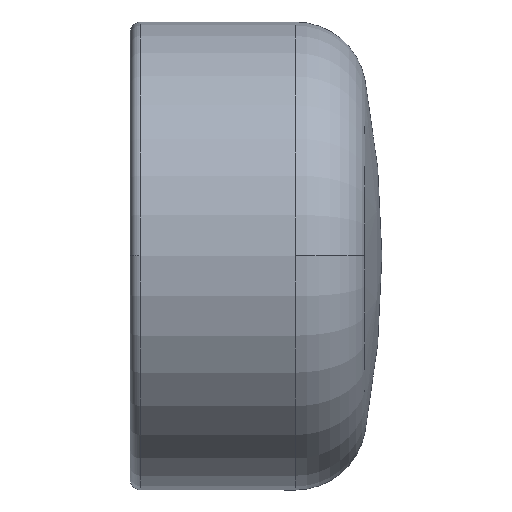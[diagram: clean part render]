
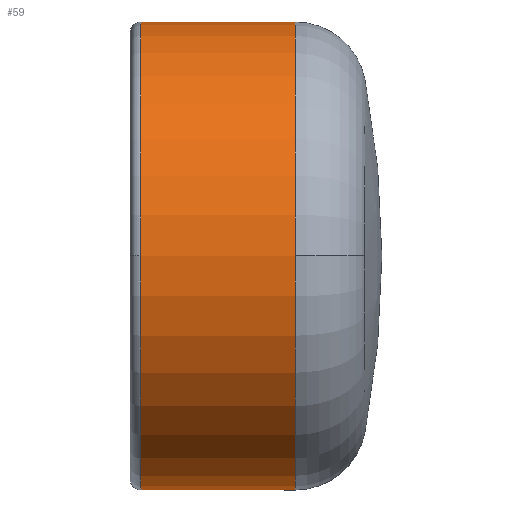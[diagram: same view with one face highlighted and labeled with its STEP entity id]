
A CAD part, top view. The second image highlights one B-rep face of the part: STEP entity #59.
In plain terms, the highlighted cylindrical face has radius 66 mm (diameter 132 mm), a partial arc.
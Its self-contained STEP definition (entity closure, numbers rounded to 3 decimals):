
#59=ADVANCED_FACE('',(#124),#125,.T.);
#124=FACE_OUTER_BOUND('',#193,.T.);
#125=CYLINDRICAL_SURFACE('',#194,66.0);
#193=EDGE_LOOP('',(#301,#302,#303,#304,#305,#306));
#194=AXIS2_PLACEMENT_3D('',#307,#308,#309);
#301=ORIENTED_EDGE('',*,*,#466,.F.);
#302=ORIENTED_EDGE('',*,*,#467,.T.);
#303=ORIENTED_EDGE('',*,*,#464,.T.);
#304=ORIENTED_EDGE('',*,*,#468,.F.);
#305=ORIENTED_EDGE('',*,*,#469,.F.);
#306=ORIENTED_EDGE('',*,*,#470,.F.);
#307=CARTESIAN_POINT('',(-10.706,0.0,0.0));
#308=DIRECTION('',(-1.0,0.,0.0));
#309=DIRECTION('',(0.,1.0,0.0));
#464=EDGE_CURVE('',#560,#566,#568,.T.);
#466=EDGE_CURVE('',#570,#571,#572,.T.);
#467=EDGE_CURVE('',#570,#560,#573,.T.);
#468=EDGE_CURVE('',#574,#566,#575,.T.);
#469=EDGE_CURVE('',#576,#574,#577,.T.);
#470=EDGE_CURVE('',#571,#576,#578,.T.);
#560=VERTEX_POINT('',#678);
#566=VERTEX_POINT('',#684);
#568=CIRCLE('',#686,66.0);
#570=VERTEX_POINT('',#688);
#571=VERTEX_POINT('',#689);
#572=LINE('',#690,#691);
#573=CIRCLE('',#692,66.0);
#574=VERTEX_POINT('',#693);
#575=LINE('',#694,#695);
#576=VERTEX_POINT('',#696);
#577=CIRCLE('',#697,66.0);
#578=CIRCLE('',#698,66.0);
#678=CARTESIAN_POINT('',(-32.5,0.,66.0));
#684=CARTESIAN_POINT('',(-32.5,-66.,0.));
#686=AXIS2_PLACEMENT_3D('',#823,#824,#825);
#688=CARTESIAN_POINT('',(-32.5,66.,0.));
#689=CARTESIAN_POINT('',(11.088,66.0,0.));
#690=CARTESIAN_POINT('',(-10.706,66.0,0.));
#691=VECTOR('',#826,1.0);
#692=AXIS2_PLACEMENT_3D('',#827,#828,#829);
#693=CARTESIAN_POINT('',(11.088,-66.0,0.));
#694=CARTESIAN_POINT('',(-10.706,-66.0,0.));
#695=VECTOR('',#830,1.0);
#696=CARTESIAN_POINT('',(11.088,0.,66.0));
#697=AXIS2_PLACEMENT_3D('',#831,#832,#833);
#698=AXIS2_PLACEMENT_3D('',#834,#835,#836);
#823=CARTESIAN_POINT('',(-32.5,0.,0.0));
#824=DIRECTION('',(1.0,0.0,0.0));
#825=DIRECTION('',(0.0,1.0,0.0));
#826=DIRECTION('',(1.0,0.,0.0));
#827=CARTESIAN_POINT('',(-32.5,0.,0.0));
#828=DIRECTION('',(1.0,0.0,0.0));
#829=DIRECTION('',(0.0,1.0,0.0));
#830=DIRECTION('',(-1.0,0.,0.0));
#831=CARTESIAN_POINT('',(11.088,0.0,0.0));
#832=DIRECTION('',(1.0,0.0,0.0));
#833=DIRECTION('',(0.0,1.0,0.0));
#834=CARTESIAN_POINT('',(11.088,0.0,0.0));
#835=DIRECTION('',(1.0,0.0,0.0));
#836=DIRECTION('',(0.0,1.0,0.0));
